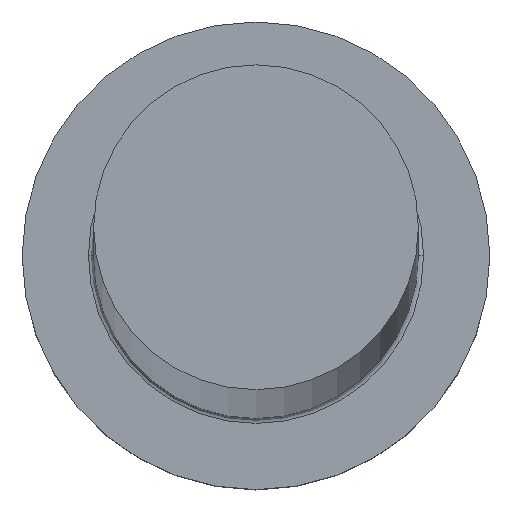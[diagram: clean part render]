
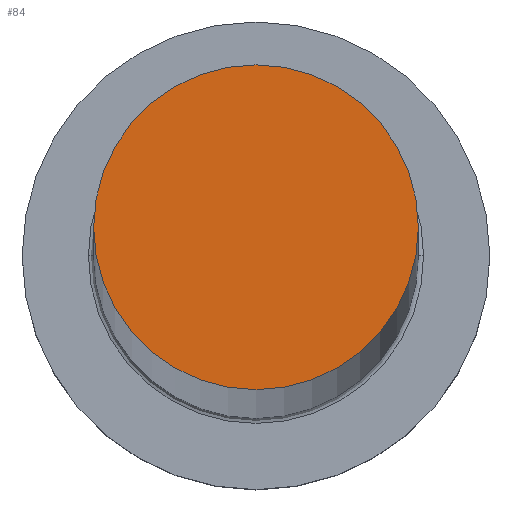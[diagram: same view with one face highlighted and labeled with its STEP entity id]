
A CAD part, top view. The second image highlights one B-rep face of the part: STEP entity #84.
In plain terms, the highlighted planar face has unit normal (0, 0, 1).
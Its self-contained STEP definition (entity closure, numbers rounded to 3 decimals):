
#13 = DIRECTION ( 'NONE',  ( 0., 0., 1. ) ) ;
#17 = DIRECTION ( 'NONE',  ( 1., 0., 0. ) ) ;
#25 = EDGE_LOOP ( 'NONE', ( #147, #29 ) ) ;
#29 = ORIENTED_EDGE ( 'NONE', *, *, #293, .T. ) ;
#52 = AXIS2_PLACEMENT_3D ( 'NONE', #108, #13, #17 ) ;
#53 = CIRCLE ( 'NONE', #52, 6.25 ) ;
#67 = EDGE_CURVE ( 'NONE', #130, #283, #53, .T. ) ;
#72 = CARTESIAN_POINT ( 'NONE',  ( 0., 0., 637. ) ) ;
#84 = ADVANCED_FACE ( 'NONE', ( #146 ), #279, .T. ) ;
#93 = CIRCLE ( 'NONE', #157, 6.25 ) ;
#108 = CARTESIAN_POINT ( 'NONE',  ( 0., 0., 637. ) ) ;
#130 = VERTEX_POINT ( 'NONE', #160 ) ;
#143 = DIRECTION ( 'NONE',  ( 1., 0., 0. ) ) ;
#146 = FACE_OUTER_BOUND ( 'NONE', #25, .T. ) ;
#147 = ORIENTED_EDGE ( 'NONE', *, *, #67, .T. ) ;
#157 = AXIS2_PLACEMENT_3D ( 'NONE', #72, #284, #143 ) ;
#160 = CARTESIAN_POINT ( 'NONE',  ( -6.25, 0., 637. ) ) ;
#165 = CARTESIAN_POINT ( 'NONE',  ( 0., 0., 637. ) ) ;
#207 = DIRECTION ( 'NONE',  ( 1., 0., 0. ) ) ;
#213 = CARTESIAN_POINT ( 'NONE',  ( 6.25, 0., 637. ) ) ;
#251 = AXIS2_PLACEMENT_3D ( 'NONE', #165, #254, #207 ) ;
#254 = DIRECTION ( 'NONE',  ( 0., 0., 1. ) ) ;
#279 = PLANE ( 'NONE',  #251 ) ;
#283 = VERTEX_POINT ( 'NONE', #213 ) ;
#284 = DIRECTION ( 'NONE',  ( 0., 0., 1. ) ) ;
#293 = EDGE_CURVE ( 'NONE', #283, #130, #93, .T. ) ;
